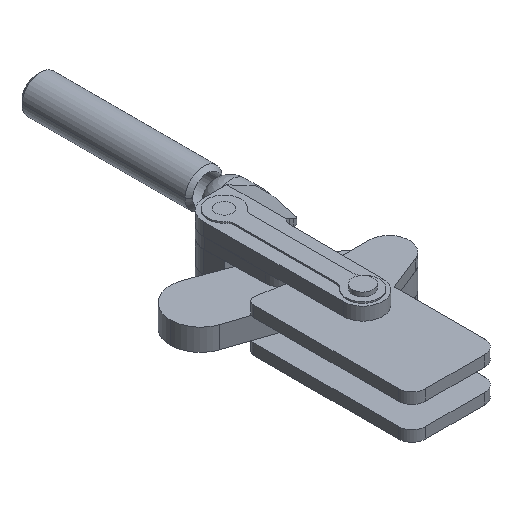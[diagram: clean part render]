
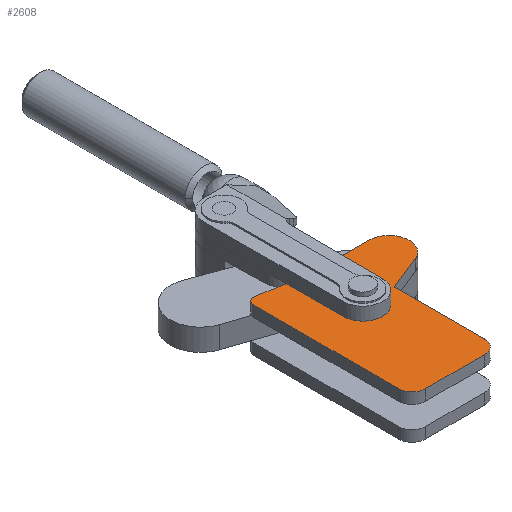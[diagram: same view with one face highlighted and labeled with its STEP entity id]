
A CAD part, isometric view. The second image highlights one B-rep face of the part: STEP entity #2608.
In plain terms, the highlighted planar face has unit normal (0, 0, 1).
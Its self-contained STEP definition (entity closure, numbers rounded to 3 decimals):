
#1 = ORIENTED_EDGE ( 'NONE', *, *, #2813, .T. ) ;
#132 = DIRECTION ( 'NONE',  ( 0., -1., 0. ) ) ;
#134 = CARTESIAN_POINT ( 'NONE',  ( -134.954, 50.951, 15.408 ) ) ;
#208 = EDGE_CURVE ( 'NONE', #4447, #2676, #1206, .T. ) ;
#300 = AXIS2_PLACEMENT_3D ( 'NONE', #2094, #5178, #2532 ) ;
#385 = VECTOR ( 'NONE', #4442, 1000. ) ;
#447 = EDGE_CURVE ( 'NONE', #3809, #2773, #2432, .T. ) ;
#504 = CARTESIAN_POINT ( 'NONE',  ( -114.954, 89.951, 15.408 ) ) ;
#619 = VERTEX_POINT ( 'NONE', #3446 ) ;
#937 = EDGE_LOOP ( 'NONE', ( #1386, #2011, #1, #5230, #1540, #4040, #3363, #4428, #2958, #4160 ) ) ;
#982 = DIRECTION ( 'NONE',  ( 0., 0., 1. ) ) ;
#1056 = CARTESIAN_POINT ( 'NONE',  ( -114.954, 74.951, 15.408 ) ) ;
#1206 = CIRCLE ( 'NONE', #5565, 15. ) ;
#1278 = FACE_OUTER_BOUND ( 'NONE', #937, .T. ) ;
#1386 = ORIENTED_EDGE ( 'NONE', *, *, #208, .T. ) ;
#1388 = EDGE_CURVE ( 'NONE', #2773, #619, #2853, .T. ) ;
#1415 = CARTESIAN_POINT ( 'NONE',  ( -192.954, 91.045, 15.408 ) ) ;
#1454 = DIRECTION ( 'NONE',  ( 0., 1., 0. ) ) ;
#1480 = AXIS2_PLACEMENT_3D ( 'NONE', #3968, #3507, #3541 ) ;
#1484 = CARTESIAN_POINT ( 'NONE',  ( -157.954, 50.951, 15.408 ) ) ;
#1540 = ORIENTED_EDGE ( 'NONE', *, *, #1388, .T. ) ;
#1590 = ORIENTED_EDGE ( 'NONE', *, *, #1843, .F. ) ;
#1627 = CARTESIAN_POINT ( 'NONE',  ( -157.954, 89.951, 15.408 ) ) ;
#1639 = CIRCLE ( 'NONE', #3396, 10. ) ;
#1642 = EDGE_CURVE ( 'NONE', #3271, #4624, #3054, .T. ) ;
#1713 = CARTESIAN_POINT ( 'NONE',  ( -144.954, -15.049, 15.408 ) ) ;
#1748 = CARTESIAN_POINT ( 'NONE',  ( -162.954, 50.951, 15.408 ) ) ;
#1813 = CIRCLE ( 'NONE', #1480, 5. ) ;
#1843 = EDGE_CURVE ( 'NONE', #3605, #3026, #1813, .T. ) ;
#1896 = VECTOR ( 'NONE', #2056, 1000. ) ;
#1929 = DIRECTION ( 'NONE',  ( 1., 0., 0. ) ) ;
#1940 = DIRECTION ( 'NONE',  ( 0., 0., 1. ) ) ;
#2011 = ORIENTED_EDGE ( 'NONE', *, *, #3088, .T. ) ;
#2056 = DIRECTION ( 'NONE',  ( 1., 0., 0. ) ) ;
#2066 = VERTEX_POINT ( 'NONE', #4608 ) ;
#2094 = CARTESIAN_POINT ( 'NONE',  ( -187.954, -15.049, 15.408 ) ) ;
#2140 = DIRECTION ( 'NONE',  ( 1., 0., 0. ) ) ;
#2245 = EDGE_LOOP ( 'NONE', ( #1590, #2644 ) ) ;
#2350 = PLANE ( 'NONE',  #3373 ) ;
#2424 = DIRECTION ( 'NONE',  ( 0.93, 0.367, 0. ) ) ;
#2432 = CIRCLE ( 'NONE', #3603, 5. ) ;
#2466 = DIRECTION ( 'NONE',  ( 1., 0., 0. ) ) ;
#2532 = DIRECTION ( 'NONE',  ( 1., 0., 0. ) ) ;
#2567 = EDGE_CURVE ( 'NONE', #4514, #2066, #3879, .T. ) ;
#2608 = ADVANCED_FACE ( 'NONE', ( #3604, #1278 ), #2350, .T. ) ;
#2644 = ORIENTED_EDGE ( 'NONE', *, *, #3829, .F. ) ;
#2676 = VERTEX_POINT ( 'NONE', #4605 ) ;
#2761 = LINE ( 'NONE', #5520, #4217 ) ;
#2773 = VERTEX_POINT ( 'NONE', #5107 ) ;
#2813 = EDGE_CURVE ( 'NONE', #4142, #3809, #3943, .T. ) ;
#2853 = LINE ( 'NONE', #4685, #4023 ) ;
#2909 = CARTESIAN_POINT ( 'NONE',  ( -114.954, 74.951, 15.408 ) ) ;
#2958 = ORIENTED_EDGE ( 'NONE', *, *, #2567, .T. ) ;
#3026 = VERTEX_POINT ( 'NONE', #5287 ) ;
#3054 = LINE ( 'NONE', #3705, #1896 ) ;
#3088 = EDGE_CURVE ( 'NONE', #2676, #4142, #3736, .T. ) ;
#3204 = CARTESIAN_POINT ( 'NONE',  ( -144.954, -25.049, 15.408 ) ) ;
#3242 = CARTESIAN_POINT ( 'NONE',  ( -157.954, 89.951, 15.408 ) ) ;
#3271 = VERTEX_POINT ( 'NONE', #4122 ) ;
#3356 = CIRCLE ( 'NONE', #300, 10. ) ;
#3357 = EDGE_CURVE ( 'NONE', #2066, #4447, #2761, .T. ) ;
#3363 = ORIENTED_EDGE ( 'NONE', *, *, #1642, .T. ) ;
#3373 = AXIS2_PLACEMENT_3D ( 'NONE', #1056, #1940, #5017 ) ;
#3396 = AXIS2_PLACEMENT_3D ( 'NONE', #1713, #4782, #2140 ) ;
#3446 = CARTESIAN_POINT ( 'NONE',  ( -197.954, -15.049, 15.408 ) ) ;
#3507 = DIRECTION ( 'NONE',  ( 0., 0., 1. ) ) ;
#3541 = DIRECTION ( 'NONE',  ( 1., 0., 0. ) ) ;
#3602 = DIRECTION ( 'NONE',  ( 1., 0., 0. ) ) ;
#3603 = AXIS2_PLACEMENT_3D ( 'NONE', #1415, #982, #3602 ) ;
#3604 = FACE_BOUND ( 'NONE', #2245, .T. ) ;
#3605 = VERTEX_POINT ( 'NONE', #1748 ) ;
#3656 = CIRCLE ( 'NONE', #5205, 5. ) ;
#3669 = VECTOR ( 'NONE', #3813, 1000. ) ;
#3705 = CARTESIAN_POINT ( 'NONE',  ( -187.954, -25.049, 15.408 ) ) ;
#3736 = LINE ( 'NONE', #504, #385 ) ;
#3744 = VECTOR ( 'NONE', #1454, 1000. ) ;
#3809 = VERTEX_POINT ( 'NONE', #4092 ) ;
#3813 = DIRECTION ( 'NONE',  ( -0.985, 0.174, 0. ) ) ;
#3829 = EDGE_CURVE ( 'NONE', #3026, #3605, #3656, .T. ) ;
#3879 = LINE ( 'NONE', #134, #3744 ) ;
#3943 = LINE ( 'NONE', #1627, #3669 ) ;
#3968 = CARTESIAN_POINT ( 'NONE',  ( -157.954, 50.951, 15.408 ) ) ;
#4023 = VECTOR ( 'NONE', #132, 1000. ) ;
#4040 = ORIENTED_EDGE ( 'NONE', *, *, #5521, .T. ) ;
#4092 = CARTESIAN_POINT ( 'NONE',  ( -192.086, 95.969, 15.408 ) ) ;
#4122 = CARTESIAN_POINT ( 'NONE',  ( -187.954, -25.049, 15.408 ) ) ;
#4142 = VERTEX_POINT ( 'NONE', #3242 ) ;
#4160 = ORIENTED_EDGE ( 'NONE', *, *, #3357, .T. ) ;
#4217 = VECTOR ( 'NONE', #2424, 1000. ) ;
#4380 = EDGE_CURVE ( 'NONE', #4624, #4514, #1639, .T. ) ;
#4428 = ORIENTED_EDGE ( 'NONE', *, *, #4380, .T. ) ;
#4442 = DIRECTION ( 'NONE',  ( -1., 0., 0. ) ) ;
#4447 = VERTEX_POINT ( 'NONE', #4815 ) ;
#4514 = VERTEX_POINT ( 'NONE', #4871 ) ;
#4551 = DIRECTION ( 'NONE',  ( 0., 0., 1. ) ) ;
#4605 = CARTESIAN_POINT ( 'NONE',  ( -114.954, 89.951, 15.408 ) ) ;
#4608 = CARTESIAN_POINT ( 'NONE',  ( -134.954, 50.951, 15.408 ) ) ;
#4624 = VERTEX_POINT ( 'NONE', #3204 ) ;
#4685 = CARTESIAN_POINT ( 'NONE',  ( -197.954, 91.045, 15.408 ) ) ;
#4782 = DIRECTION ( 'NONE',  ( 0., 0., 1. ) ) ;
#4815 = CARTESIAN_POINT ( 'NONE',  ( -109.456, 60.994, 15.408 ) ) ;
#4871 = CARTESIAN_POINT ( 'NONE',  ( -134.954, -15.049, 15.408 ) ) ;
#5017 = DIRECTION ( 'NONE',  ( 1., 0., 0. ) ) ;
#5107 = CARTESIAN_POINT ( 'NONE',  ( -197.954, 91.045, 15.408 ) ) ;
#5178 = DIRECTION ( 'NONE',  ( 0., 0., 1. ) ) ;
#5205 = AXIS2_PLACEMENT_3D ( 'NONE', #1484, #4551, #1929 ) ;
#5230 = ORIENTED_EDGE ( 'NONE', *, *, #447, .T. ) ;
#5287 = CARTESIAN_POINT ( 'NONE',  ( -152.954, 50.951, 15.408 ) ) ;
#5520 = CARTESIAN_POINT ( 'NONE',  ( -134.954, 50.951, 15.408 ) ) ;
#5521 = EDGE_CURVE ( 'NONE', #619, #3271, #3356, .T. ) ;
#5565 = AXIS2_PLACEMENT_3D ( 'NONE', #2909, #5566, #2466 ) ;
#5566 = DIRECTION ( 'NONE',  ( 0., 0., 1. ) ) ;
